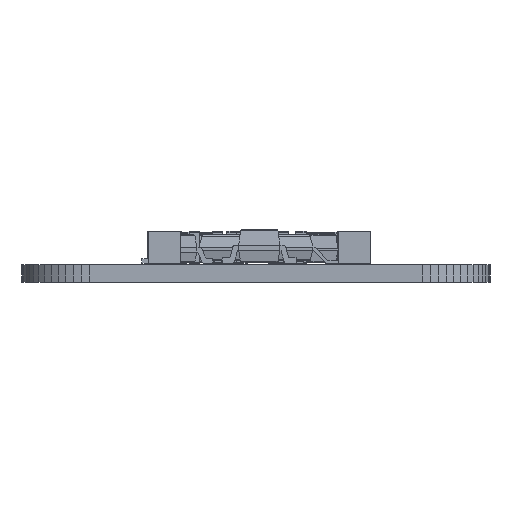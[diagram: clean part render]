
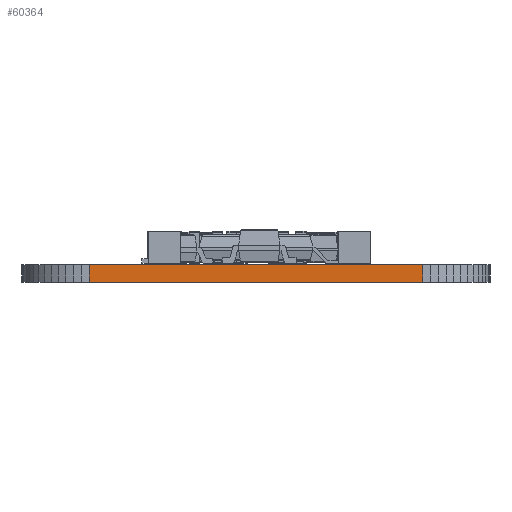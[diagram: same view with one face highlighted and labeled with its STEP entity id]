
A CAD part, front view. The second image highlights one B-rep face of the part: STEP entity #60364.
In plain terms, the highlighted planar face has unit normal (0, -1, 0).
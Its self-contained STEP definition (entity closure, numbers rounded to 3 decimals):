
#54043 = PLANE('',#54044);
#54044 = AXIS2_PLACEMENT_3D('',#54045,#54046,#54047);
#54045 = CARTESIAN_POINT('',(7.62,-19.368,0.68));
#54046 = DIRECTION('',(-0.,-0.,-1.));
#54047 = DIRECTION('',(-1.,0.,0.));
#54097 = PLANE('',#54098);
#54098 = AXIS2_PLACEMENT_3D('',#54099,#54100,#54101);
#54099 = CARTESIAN_POINT('',(7.62,-19.368,0.));
#54100 = DIRECTION('',(-0.,-0.,-1.));
#54101 = DIRECTION('',(-1.,0.,0.));
#54906 = VERTEX_POINT('',#54907);
#54907 = CARTESIAN_POINT('',(14.072,-41.349,0.));
#54921 = PLANE('',#54922);
#54922 = AXIS2_PLACEMENT_3D('',#54923,#54924,#54925);
#54923 = CARTESIAN_POINT('',(14.387,-41.33,0.));
#54924 = DIRECTION('',(0.06,-0.998,0.));
#54925 = DIRECTION('',(-0.998,-0.06,0.));
#54933 = EDGE_CURVE('',#54906,#54934,#54936,.T.);
#54934 = VERTEX_POINT('',#54935);
#54935 = CARTESIAN_POINT('',(1.168,-41.349,0.));
#54936 = SURFACE_CURVE('',#54937,(#54941,#54948),.PCURVE_S1.);
#54937 = LINE('',#54938,#54939);
#54938 = CARTESIAN_POINT('',(14.072,-41.349,0.));
#54939 = VECTOR('',#54940,1.);
#54940 = DIRECTION('',(-1.,0.,0.));
#54941 = PCURVE('',#54097,#54942);
#54942 = DEFINITIONAL_REPRESENTATION('',(#54943),#54947);
#54943 = LINE('',#54944,#54945);
#54944 = CARTESIAN_POINT('',(-6.452,-21.981));
#54945 = VECTOR('',#54946,1.);
#54946 = DIRECTION('',(1.,0.));
#54947 = ( GEOMETRIC_REPRESENTATION_CONTEXT(2) 
PARAMETRIC_REPRESENTATION_CONTEXT() REPRESENTATION_CONTEXT('2D SPACE',''
  ) );
#54948 = PCURVE('',#54949,#54954);
#54949 = PLANE('',#54950);
#54950 = AXIS2_PLACEMENT_3D('',#54951,#54952,#54953);
#54951 = CARTESIAN_POINT('',(14.072,-41.349,0.));
#54952 = DIRECTION('',(0.,-1.,0.));
#54953 = DIRECTION('',(-1.,0.,0.));
#54954 = DEFINITIONAL_REPRESENTATION('',(#54955),#54959);
#54955 = LINE('',#54956,#54957);
#54956 = CARTESIAN_POINT('',(0.,-0.));
#54957 = VECTOR('',#54958,1.);
#54958 = DIRECTION('',(1.,0.));
#54959 = ( GEOMETRIC_REPRESENTATION_CONTEXT(2) 
PARAMETRIC_REPRESENTATION_CONTEXT() REPRESENTATION_CONTEXT('2D SPACE',''
  ) );
#54977 = PLANE('',#54978);
#54978 = AXIS2_PLACEMENT_3D('',#54979,#54980,#54981);
#54979 = CARTESIAN_POINT('',(1.168,-41.349,0.));
#54980 = DIRECTION('',(-0.06,-0.998,0.));
#54981 = DIRECTION('',(-0.998,0.06,0.));
#57394 = VERTEX_POINT('',#57395);
#57395 = CARTESIAN_POINT('',(14.072,-41.349,0.68));
#57416 = EDGE_CURVE('',#57394,#57417,#57419,.T.);
#57417 = VERTEX_POINT('',#57418);
#57418 = CARTESIAN_POINT('',(1.168,-41.349,0.68));
#57419 = SURFACE_CURVE('',#57420,(#57424,#57431),.PCURVE_S1.);
#57420 = LINE('',#57421,#57422);
#57421 = CARTESIAN_POINT('',(14.072,-41.349,0.68));
#57422 = VECTOR('',#57423,1.);
#57423 = DIRECTION('',(-1.,0.,0.));
#57424 = PCURVE('',#54043,#57425);
#57425 = DEFINITIONAL_REPRESENTATION('',(#57426),#57430);
#57426 = LINE('',#57427,#57428);
#57427 = CARTESIAN_POINT('',(-6.452,-21.981));
#57428 = VECTOR('',#57429,1.);
#57429 = DIRECTION('',(1.,0.));
#57430 = ( GEOMETRIC_REPRESENTATION_CONTEXT(2) 
PARAMETRIC_REPRESENTATION_CONTEXT() REPRESENTATION_CONTEXT('2D SPACE',''
  ) );
#57431 = PCURVE('',#54949,#57432);
#57432 = DEFINITIONAL_REPRESENTATION('',(#57433),#57437);
#57433 = LINE('',#57434,#57435);
#57434 = CARTESIAN_POINT('',(0.,-0.68));
#57435 = VECTOR('',#57436,1.);
#57436 = DIRECTION('',(1.,0.));
#57437 = ( GEOMETRIC_REPRESENTATION_CONTEXT(2) 
PARAMETRIC_REPRESENTATION_CONTEXT() REPRESENTATION_CONTEXT('2D SPACE',''
  ) );
#60316 = EDGE_CURVE('',#54906,#57394,#60317,.T.);
#60317 = SURFACE_CURVE('',#60318,(#60322,#60329),.PCURVE_S1.);
#60318 = LINE('',#60319,#60320);
#60319 = CARTESIAN_POINT('',(14.072,-41.349,0.));
#60320 = VECTOR('',#60321,1.);
#60321 = DIRECTION('',(0.,0.,1.));
#60322 = PCURVE('',#54921,#60323);
#60323 = DEFINITIONAL_REPRESENTATION('',(#60324),#60328);
#60324 = LINE('',#60325,#60326);
#60325 = CARTESIAN_POINT('',(0.316,0.));
#60326 = VECTOR('',#60327,1.);
#60327 = DIRECTION('',(0.,-1.));
#60328 = ( GEOMETRIC_REPRESENTATION_CONTEXT(2) 
PARAMETRIC_REPRESENTATION_CONTEXT() REPRESENTATION_CONTEXT('2D SPACE',''
  ) );
#60329 = PCURVE('',#54949,#60330);
#60330 = DEFINITIONAL_REPRESENTATION('',(#60331),#60335);
#60331 = LINE('',#60332,#60333);
#60332 = CARTESIAN_POINT('',(0.,-0.));
#60333 = VECTOR('',#60334,1.);
#60334 = DIRECTION('',(0.,-1.));
#60335 = ( GEOMETRIC_REPRESENTATION_CONTEXT(2) 
PARAMETRIC_REPRESENTATION_CONTEXT() REPRESENTATION_CONTEXT('2D SPACE',''
  ) );
#60364 = ADVANCED_FACE('',(#60365),#54949,.T.);
#60365 = FACE_BOUND('',#60366,.T.);
#60366 = EDGE_LOOP('',(#60367,#60368,#60369,#60390));
#60367 = ORIENTED_EDGE('',*,*,#60316,.T.);
#60368 = ORIENTED_EDGE('',*,*,#57416,.T.);
#60369 = ORIENTED_EDGE('',*,*,#60370,.F.);
#60370 = EDGE_CURVE('',#54934,#57417,#60371,.T.);
#60371 = SURFACE_CURVE('',#60372,(#60376,#60383),.PCURVE_S1.);
#60372 = LINE('',#60373,#60374);
#60373 = CARTESIAN_POINT('',(1.168,-41.349,0.));
#60374 = VECTOR('',#60375,1.);
#60375 = DIRECTION('',(0.,0.,1.));
#60376 = PCURVE('',#54949,#60377);
#60377 = DEFINITIONAL_REPRESENTATION('',(#60378),#60382);
#60378 = LINE('',#60379,#60380);
#60379 = CARTESIAN_POINT('',(12.903,0.));
#60380 = VECTOR('',#60381,1.);
#60381 = DIRECTION('',(0.,-1.));
#60382 = ( GEOMETRIC_REPRESENTATION_CONTEXT(2) 
PARAMETRIC_REPRESENTATION_CONTEXT() REPRESENTATION_CONTEXT('2D SPACE',''
  ) );
#60383 = PCURVE('',#54977,#60384);
#60384 = DEFINITIONAL_REPRESENTATION('',(#60385),#60389);
#60385 = LINE('',#60386,#60387);
#60386 = CARTESIAN_POINT('',(0.,0.));
#60387 = VECTOR('',#60388,1.);
#60388 = DIRECTION('',(0.,-1.));
#60389 = ( GEOMETRIC_REPRESENTATION_CONTEXT(2) 
PARAMETRIC_REPRESENTATION_CONTEXT() REPRESENTATION_CONTEXT('2D SPACE',''
  ) );
#60390 = ORIENTED_EDGE('',*,*,#54933,.F.);
